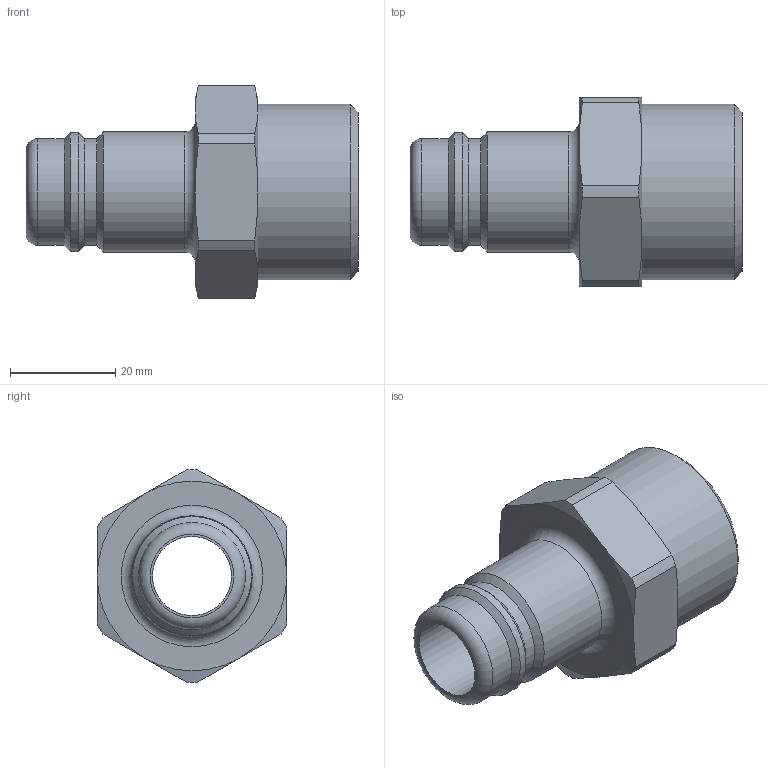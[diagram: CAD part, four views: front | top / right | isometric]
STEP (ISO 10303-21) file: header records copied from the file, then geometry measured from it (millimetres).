
FILE_DESCRIPTION((''),'2;1');
FILE_NAME('38sfaw33mxn.stp','2014-08-04T08:39:11',('IA176480'),(''),'Autodesk Inventor 2013','Autodesk Inventor 2013','');
FILE_SCHEMA(('AUTOMOTIVE_DESIGN { 1 0 10303 214 1 1 1 1 }'));
Length unit declared in the file: millimetre
Products named in the file (1): D111275
Bounding box: 63 x 36 x 40.34 mm (x, y, z)
Volume: 23448.2 mm3; surface area: 10879.2 mm2
Topology: 1 solids, 1 shells, 42 faces, 91 edges, 53 vertices
Faces by surface type: cone 17, cylinder 13, plane 10, torus 2
Full cylindrical faces by diameter (mm): 15 x1, 20.3 x2, 22.6 x1, 22.85 x1, 24 x1, 33.249 x1
Entity records: 1068 total; most frequent: CARTESIAN_POINT 221, DIRECTION 180, ORIENTED_EDGE 154, AXIS2_PLACEMENT_3D 84, EDGE_CURVE 77, EDGE_LOOP 60, VERTEX_POINT 53, FACE_OUTER_BOUND 42
